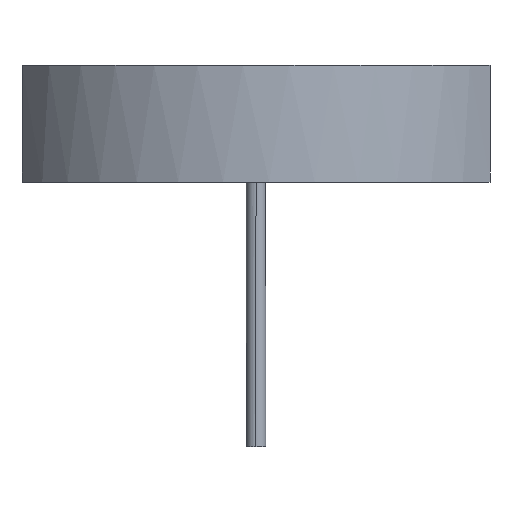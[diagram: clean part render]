
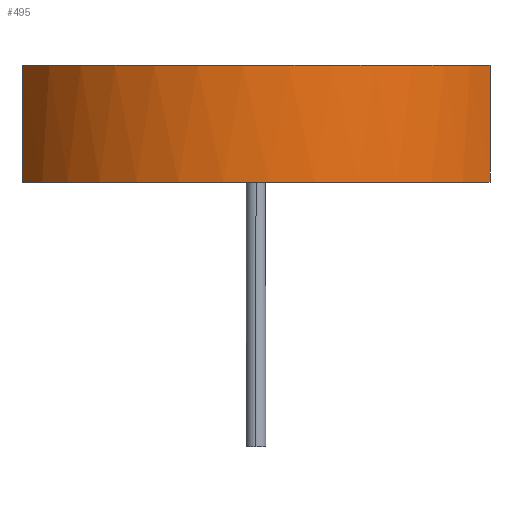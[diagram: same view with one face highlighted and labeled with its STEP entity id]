
A CAD part, left-side view. The second image highlights one B-rep face of the part: STEP entity #495.
In plain terms, the highlighted free-form (B-spline) face has degree [2, 1] with [3, 2] control points.
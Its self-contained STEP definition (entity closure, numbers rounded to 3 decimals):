
#114 = VERTEX_POINT('',#115);
#115 = CARTESIAN_POINT('',(-1.189,-1.91,0.604));
#120 = EDGE_CURVE('',#114,#121,#123,.T.);
#121 = VERTEX_POINT('',#122);
#122 = CARTESIAN_POINT('',(-1.189,1.91,0.604));
#123 = ( BOUNDED_CURVE() B_SPLINE_CURVE(2,(#124,#125,#126),
.UNSPECIFIED.,.F.,.F.) B_SPLINE_CURVE_WITH_KNOTS((3,3),(2.128,
4.155),.PIECEWISE_BEZIER_KNOTS.) CURVE() 
GEOMETRIC_REPRESENTATION_ITEM() RATIONAL_B_SPLINE_CURVE((1.,
0.529,1.)) REPRESENTATION_ITEM('') );
#124 = CARTESIAN_POINT('',(-1.189,-1.91,0.604));
#125 = CARTESIAN_POINT('',(-4.257,0.,0.604));
#126 = CARTESIAN_POINT('',(-1.189,1.91,0.604));
#184 = VERTEX_POINT('',#185);
#185 = CARTESIAN_POINT('',(-1.189,-1.91,1.556));
#198 = EDGE_CURVE('',#184,#114,#199,.T.);
#199 = B_SPLINE_CURVE_WITH_KNOTS('',1,(#200,#201),.UNSPECIFIED.,.F.,.F.,
  (2,2),(-0.,2.38),.PIECEWISE_BEZIER_KNOTS.);
#200 = CARTESIAN_POINT('',(-1.189,-1.91,1.556));
#201 = CARTESIAN_POINT('',(-1.189,-1.91,0.604));
#495 = ADVANCED_FACE('',(#496),#513,.F.);
#496 = FACE_BOUND('',#497,.F.);
#497 = EDGE_LOOP('',(#498,#499,#500,#507));
#498 = ORIENTED_EDGE('',*,*,#198,.T.);
#499 = ORIENTED_EDGE('',*,*,#120,.T.);
#500 = ORIENTED_EDGE('',*,*,#501,.F.);
#501 = EDGE_CURVE('',#502,#121,#504,.T.);
#502 = VERTEX_POINT('',#503);
#503 = CARTESIAN_POINT('',(-1.189,1.91,1.556));
#504 = B_SPLINE_CURVE_WITH_KNOTS('',1,(#505,#506),.UNSPECIFIED.,.F.,.F.,
  (2,2),(0.,2.38),.PIECEWISE_BEZIER_KNOTS.);
#505 = CARTESIAN_POINT('',(-1.189,1.91,1.556));
#506 = CARTESIAN_POINT('',(-1.189,1.91,0.604));
#507 = ORIENTED_EDGE('',*,*,#508,.T.);
#508 = EDGE_CURVE('',#502,#184,#509,.T.);
#509 = ( BOUNDED_CURVE() B_SPLINE_CURVE(2,(#510,#511,#512),
.UNSPECIFIED.,.F.,.F.) B_SPLINE_CURVE_WITH_KNOTS((3,3),(2.128,
4.155),.PIECEWISE_BEZIER_KNOTS.) CURVE() 
GEOMETRIC_REPRESENTATION_ITEM() RATIONAL_B_SPLINE_CURVE((1.,
0.529,1.)) REPRESENTATION_ITEM('') );
#510 = CARTESIAN_POINT('',(-1.189,1.91,1.556));
#511 = CARTESIAN_POINT('',(-4.257,0.,1.556));
#512 = CARTESIAN_POINT('',(-1.189,-1.91,1.556));
#513 = ( BOUNDED_SURFACE() B_SPLINE_SURFACE(2,1,(
    (#514,#515)
    ,(#516,#517)
,(#518,#519
    )),.UNSPECIFIED.,.F.,.F.,.F.) B_SPLINE_SURFACE_WITH_KNOTS((3,3),(2,2
    ),(2.128,4.155),(-2.38,0.),
.PIECEWISE_BEZIER_KNOTS.) GEOMETRIC_REPRESENTATION_ITEM() 
RATIONAL_B_SPLINE_SURFACE((
    (1.,1.)
    ,(0.529,0.529)
,(1.,1.))) REPRESENTATION_ITEM('') SURFACE() );
#514 = CARTESIAN_POINT('',(-1.189,-1.91,0.604));
#515 = CARTESIAN_POINT('',(-1.189,-1.91,1.556));
#516 = CARTESIAN_POINT('',(-4.257,0.,0.604));
#517 = CARTESIAN_POINT('',(-4.257,0.,1.556));
#518 = CARTESIAN_POINT('',(-1.189,1.91,0.604));
#519 = CARTESIAN_POINT('',(-1.189,1.91,1.556));
